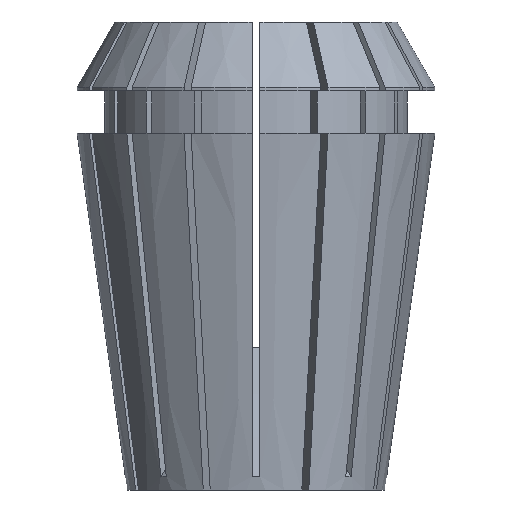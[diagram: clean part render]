
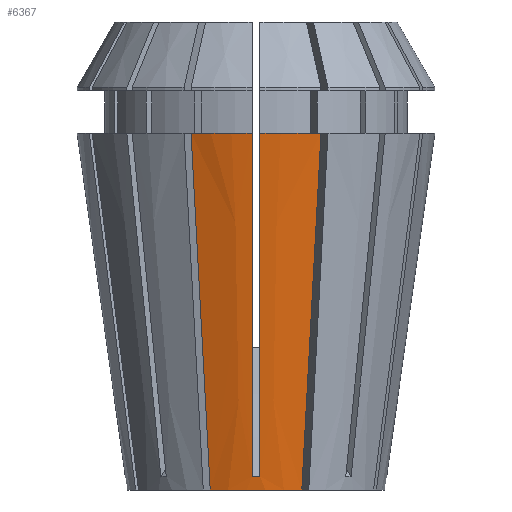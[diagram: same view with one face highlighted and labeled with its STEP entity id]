
A CAD part, left-side view. The second image highlights one B-rep face of the part: STEP entity #6367.
In plain terms, the highlighted conical face has half-angle 8 degrees and reference radius 9.36 mm.
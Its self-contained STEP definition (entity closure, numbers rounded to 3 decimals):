
#87 = CARTESIAN_POINT ( 'NONE',  ( -9.708, 0.275, 2.502 ) ) ;
#192 = CARTESIAN_POINT ( 'NONE',  ( -8.749, -3.326, 0. ) ) ;
#375 = CARTESIAN_POINT ( 'NONE',  ( 0., 0., 25.9 ) ) ;
#381 = EDGE_CURVE ( 'NONE', #5532, #4643, #3288, .T. ) ;
#393 = CARTESIAN_POINT ( 'NONE',  ( -12.997, 0.275, 25.9 ) ) ;
#398 = ORIENTED_EDGE ( 'NONE', *, *, #2080, .F. ) ;
#413 = EDGE_LOOP ( 'NONE', ( #4356, #3474, #3450, #4604, #4177, #3367, #398, #4804 ) ) ;
#483 = CARTESIAN_POINT ( 'NONE',  ( 0., 0., 25.9 ) ) ;
#517 = CARTESIAN_POINT ( 'NONE',  ( -8.749, 3.326, 0. ) ) ;
#545 = DIRECTION ( 'NONE',  ( 0., 0., 1. ) ) ;
#569 = CARTESIAN_POINT ( 'NONE',  ( -11.413, 0.275, 14.631 ) ) ;
#591 = EDGE_CURVE ( 'NONE', #5344, #5407, #1698, .T. ) ;
#657 = CIRCLE ( 'NONE', #3377, 9.36 ) ;
#709 = DIRECTION ( 'NONE',  ( 0., 0., -1. ) ) ;
#874 = CARTESIAN_POINT ( 'NONE',  ( -11.135, -4.315, 18.366 ) ) ;
#917 = CARTESIAN_POINT ( 'NONE',  ( -12.736, 0.275, 24.04 ) ) ;
#923 = DIRECTION ( 'NONE',  ( 0., 0., -1. ) ) ;
#969 = CARTESIAN_POINT ( 'NONE',  ( -10.156, 3.909, 10.832 ) ) ;
#1062 = FACE_OUTER_BOUND ( 'NONE', #413, .T. ) ;
#1337 = CARTESIAN_POINT ( 'NONE',  ( -12.736, -0.275, 24.04 ) ) ;
#1384 = CARTESIAN_POINT ( 'NONE',  ( -9.497, 0.275, 1.003 ) ) ;
#1395 = AXIS2_PLACEMENT_3D ( 'NONE', #3454, #545, #2043 ) ;
#1442 = CARTESIAN_POINT ( 'NONE',  ( -8.749, -3.326, 0. ) ) ;
#1530 = CARTESIAN_POINT ( 'NONE',  ( -9.035, 3.445, 2.199 ) ) ;
#1678 = CARTESIAN_POINT ( 'NONE',  ( -9.497, -0.275, 1.003 ) ) ;
#1698 = B_SPLINE_CURVE_WITH_KNOTS ( 'NONE', 3,
 ( #393, #917, #4336, #5318, #569, #5449, #4500, #87, #4001, #2547 ),
 .UNSPECIFIED., .F., .F.,
 ( 4, 3, 3, 4 ),
 ( 0.052, 0.057, 0.074, 0.077 ),
 .UNSPECIFIED. ) ;
#1750 = CARTESIAN_POINT ( 'NONE',  ( -8.749, 3.326, 0. ) ) ;
#1822 = CARTESIAN_POINT ( 'NONE',  ( -9.497, -0.275, 1.003 ) ) ;
#1952 = CARTESIAN_POINT ( 'NONE',  ( -9.178, 3.504, 3.298 ) ) ;
#1954 = CARTESIAN_POINT ( 'NONE',  ( -9.178, -3.504, 3.298 ) ) ;
#1957 = CARTESIAN_POINT ( 'NONE',  ( -12.113, 4.72, 25.9 ) ) ;
#1970 = DIRECTION ( 'NONE',  ( 0., 0., -1. ) ) ;
#2043 = DIRECTION ( 'NONE',  ( 1., 0., 0. ) ) ;
#2080 = EDGE_CURVE ( 'NONE', #5407, #4643, #5727, .T. ) ;
#2325 = CARTESIAN_POINT ( 'NONE',  ( -9.603, -0.275, 1.753 ) ) ;
#2358 = CARTESIAN_POINT ( 'NONE',  ( -12.113, -4.72, 25.9 ) ) ;
#2392 = DIRECTION ( 'NONE',  ( -1., 0., 0. ) ) ;
#2470 = CARTESIAN_POINT ( 'NONE',  ( -8.892, -3.386, 1.099 ) ) ;
#2547 = CARTESIAN_POINT ( 'NONE',  ( -9.497, 0.275, 1.003 ) ) ;
#2683 = B_SPLINE_CURVE_WITH_KNOTS ( 'NONE', 3,
 ( #3965, #3941, #969, #1952, #1530, #3920, #517 ),
 .UNSPECIFIED., .F., .F.,
 ( 4, 3, 4 ),
 ( 0., 0.023, 0.026 ),
 .UNSPECIFIED. ) ;
#2753 = CIRCLE ( 'NONE', #3571, 13. ) ;
#2791 = CARTESIAN_POINT ( 'NONE',  ( -11.413, -0.275, 14.631 ) ) ;
#2848 = B_SPLINE_CURVE_WITH_KNOTS ( 'NONE', 3,
 ( #2358, #874, #4361, #1954, #5850, #2470, #1442 ),
 .UNSPECIFIED., .F., .F.,
 ( 4, 3, 4 ),
 ( 0., 0.023, 0.026 ),
 .UNSPECIFIED. ) ;
#2873 = EDGE_CURVE ( 'NONE', #4041, #3322, #2683, .T. ) ;
#3048 = EDGE_CURVE ( 'NONE', #4828, #3322, #657, .T. ) ;
#3065 = CARTESIAN_POINT ( 'NONE',  ( -9.502, 0.092, 0.999 ) ) ;
#3177 = CARTESIAN_POINT ( 'NONE',  ( 0., 0., 0. ) ) ;
#3274 = CARTESIAN_POINT ( 'NONE',  ( -12.213, -0.275, 20.32 ) ) ;
#3288 = B_SPLINE_CURVE_WITH_KNOTS ( 'NONE', 3,
 ( #4686, #1337, #6240, #3274, #2791, #4226, #5191, #4755, #2325, #1822 ),
 .UNSPECIFIED., .F., .F.,
 ( 4, 3, 3, 4 ),
 ( 0.052, 0.057, 0.074, 0.077 ),
 .UNSPECIFIED. ) ;
#3322 = VERTEX_POINT ( 'NONE', #1750 ) ;
#3367 = ORIENTED_EDGE ( 'NONE', *, *, #381, .T. ) ;
#3377 = AXIS2_PLACEMENT_3D ( 'NONE', #3177, #709, #4097 ) ;
#3450 = ORIENTED_EDGE ( 'NONE', *, *, #3048, .F. ) ;
#3454 = CARTESIAN_POINT ( 'NONE',  ( 0., 0., 0. ) ) ;
#3474 = ORIENTED_EDGE ( 'NONE', *, *, #2873, .T. ) ;
#3571 = AXIS2_PLACEMENT_3D ( 'NONE', #483, #1970, #2392 ) ;
#3582 = EDGE_CURVE ( 'NONE', #5344, #4041, #2753, .T. ) ;
#3603 = CARTESIAN_POINT ( 'NONE',  ( -12.113, -4.72, 25.9 ) ) ;
#3628 = CARTESIAN_POINT ( 'NONE',  ( -9.497, 0.275, 1.003 ) ) ;
#3814 = DIRECTION ( 'NONE',  ( -1., 0., 0. ) ) ;
#3920 = CARTESIAN_POINT ( 'NONE',  ( -8.892, 3.386, 1.099 ) ) ;
#3941 = CARTESIAN_POINT ( 'NONE',  ( -11.135, 4.315, 18.366 ) ) ;
#3965 = CARTESIAN_POINT ( 'NONE',  ( -12.113, 4.72, 25.9 ) ) ;
#4001 = CARTESIAN_POINT ( 'NONE',  ( -9.603, 0.275, 1.753 ) ) ;
#4041 = VERTEX_POINT ( 'NONE', #1957 ) ;
#4097 = DIRECTION ( 'NONE',  ( -1., 0., 0. ) ) ;
#4177 = ORIENTED_EDGE ( 'NONE', *, *, #5167, .T. ) ;
#4226 = CARTESIAN_POINT ( 'NONE',  ( -10.613, -0.275, 8.941 ) ) ;
#4336 = CARTESIAN_POINT ( 'NONE',  ( -12.474, 0.275, 22.18 ) ) ;
#4356 = ORIENTED_EDGE ( 'NONE', *, *, #3582, .T. ) ;
#4361 = CARTESIAN_POINT ( 'NONE',  ( -10.156, -3.909, 10.832 ) ) ;
#4469 = CARTESIAN_POINT ( 'NONE',  ( -9.497, -0.275, 1.003 ) ) ;
#4500 = CARTESIAN_POINT ( 'NONE',  ( -9.813, 0.275, 3.252 ) ) ;
#4532 = CARTESIAN_POINT ( 'NONE',  ( -9.502, -0.092, 0.999 ) ) ;
#4604 = ORIENTED_EDGE ( 'NONE', *, *, #5189, .F. ) ;
#4643 = VERTEX_POINT ( 'NONE', #4469 ) ;
#4686 = CARTESIAN_POINT ( 'NONE',  ( -12.997, -0.275, 25.9 ) ) ;
#4755 = CARTESIAN_POINT ( 'NONE',  ( -9.708, -0.275, 2.502 ) ) ;
#4778 = CARTESIAN_POINT ( 'NONE',  ( -12.997, 0.275, 25.9 ) ) ;
#4804 = ORIENTED_EDGE ( 'NONE', *, *, #591, .F. ) ;
#4828 = VERTEX_POINT ( 'NONE', #192 ) ;
#5112 = CIRCLE ( 'NONE', #6063, 13. ) ;
#5167 = EDGE_CURVE ( 'NONE', #6035, #5532, #5112, .T. ) ;
#5189 = EDGE_CURVE ( 'NONE', #6035, #4828, #2848, .T. ) ;
#5191 = CARTESIAN_POINT ( 'NONE',  ( -9.813, -0.275, 3.252 ) ) ;
#5318 = CARTESIAN_POINT ( 'NONE',  ( -12.213, 0.275, 20.32 ) ) ;
#5344 = VERTEX_POINT ( 'NONE', #4778 ) ;
#5407 = VERTEX_POINT ( 'NONE', #1384 ) ;
#5426 = CARTESIAN_POINT ( 'NONE',  ( -12.997, -0.275, 25.9 ) ) ;
#5449 = CARTESIAN_POINT ( 'NONE',  ( -10.613, 0.275, 8.941 ) ) ;
#5532 = VERTEX_POINT ( 'NONE', #5426 ) ;
#5727 = B_SPLINE_CURVE_WITH_KNOTS ( 'NONE', 3,
 ( #3628, #3065, #4532, #1678 ),
 .UNSPECIFIED., .F., .F.,
 ( 4, 4 ),
 ( 0., 0.001 ),
 .UNSPECIFIED. ) ;
#5804 = CONICAL_SURFACE ( 'NONE', #1395, 9.36, 0.14 ) ;
#5850 = CARTESIAN_POINT ( 'NONE',  ( -9.035, -3.445, 2.199 ) ) ;
#6035 = VERTEX_POINT ( 'NONE', #3603 ) ;
#6063 = AXIS2_PLACEMENT_3D ( 'NONE', #375, #923, #3814 ) ;
#6240 = CARTESIAN_POINT ( 'NONE',  ( -12.474, -0.275, 22.18 ) ) ;
#6367 = ADVANCED_FACE ( 'NONE', ( #1062 ), #5804, .T. ) ;
